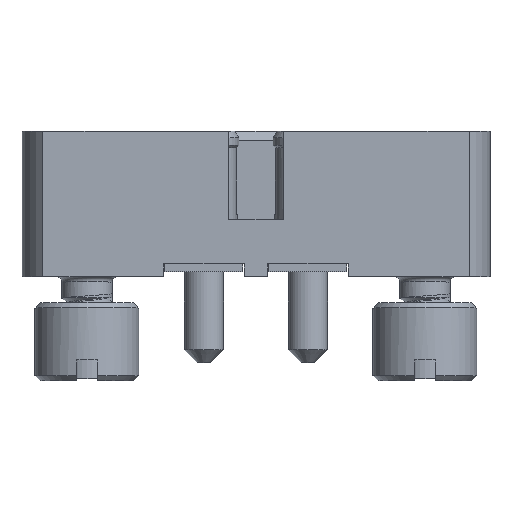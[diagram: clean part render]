
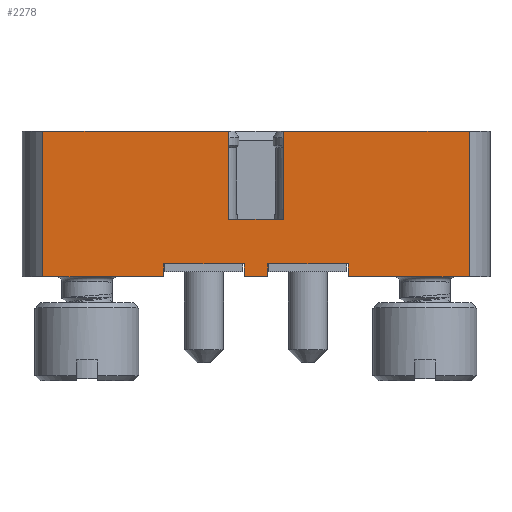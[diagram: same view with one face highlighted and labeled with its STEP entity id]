
A CAD part, top view. The second image highlights one B-rep face of the part: STEP entity #2278.
In plain terms, the highlighted planar face has unit normal (0, 0, 1).
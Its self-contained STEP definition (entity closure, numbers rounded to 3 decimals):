
#130=DIRECTION('',(-1.,0.,0.));
#131=VECTOR('',#130,7.15);
#132=CARTESIAN_POINT('',(8.2,3.4,2.775));
#133=LINE('',#132,#131);
#151=DIRECTION('',(-1.,0.,0.));
#152=VECTOR('',#151,7.15);
#153=CARTESIAN_POINT('',(-1.05,3.4,2.775));
#154=LINE('',#153,#152);
#524=DIRECTION('',(-1.,0.,0.));
#525=VECTOR('',#524,4.65);
#526=CARTESIAN_POINT('',(-3.55,-2.2,2.775));
#527=LINE('',#526,#525);
#552=DIRECTION('',(-1.,0.,0.));
#553=VECTOR('',#552,0.9);
#554=CARTESIAN_POINT('',(0.45,-2.2,2.775));
#555=LINE('',#554,#553);
#566=DIRECTION('',(-1.,0.,0.));
#567=VECTOR('',#566,4.65);
#568=CARTESIAN_POINT('',(8.2,-2.2,2.775));
#569=LINE('',#568,#567);
#861=DIRECTION('',(0.,1.,0.));
#862=VECTOR('',#861,0.5);
#863=CARTESIAN_POINT('',(0.45,-2.2,2.775));
#864=LINE('',#863,#862);
#868=DIRECTION('',(0.,1.,0.));
#869=VECTOR('',#868,0.5);
#870=CARTESIAN_POINT('',(-0.45,-2.2,2.775));
#871=LINE('',#870,#869);
#875=DIRECTION('',(-1.,0.,0.));
#876=VECTOR('',#875,3.1);
#877=CARTESIAN_POINT('',(-0.45,-1.7,2.775));
#878=LINE('',#877,#876);
#882=DIRECTION('',(0.,1.,0.));
#883=VECTOR('',#882,0.5);
#884=CARTESIAN_POINT('',(-3.55,-2.2,2.775));
#885=LINE('',#884,#883);
#889=DIRECTION('',(0.,-1.,0.));
#890=VECTOR('',#889,3.4);
#891=CARTESIAN_POINT('',(-1.05,3.4,2.775));
#892=LINE('',#891,#890);
#896=DIRECTION('',(-1.,0.,0.));
#897=VECTOR('',#896,2.1);
#898=CARTESIAN_POINT('',(1.05,0.,2.775));
#899=LINE('',#898,#897);
#903=DIRECTION('',(0.,-1.,0.));
#904=VECTOR('',#903,3.4);
#905=CARTESIAN_POINT('',(1.05,3.4,2.775));
#906=LINE('',#905,#904);
#910=DIRECTION('',(0.,-1.,0.));
#911=VECTOR('',#910,5.6);
#912=CARTESIAN_POINT('',(8.2,3.4,2.775));
#913=LINE('',#912,#911);
#917=DIRECTION('',(0.,1.,0.));
#918=VECTOR('',#917,0.5);
#919=CARTESIAN_POINT('',(3.55,-2.2,2.775));
#920=LINE('',#919,#918);
#924=DIRECTION('',(-1.,0.,0.));
#925=VECTOR('',#924,3.1);
#926=CARTESIAN_POINT('',(3.55,-1.7,2.775));
#927=LINE('',#926,#925);
#1101=DIRECTION('',(0.,-1.,0.));
#1102=VECTOR('',#1101,5.6);
#1103=CARTESIAN_POINT('',(-8.2,3.4,2.775));
#1104=LINE('',#1103,#1102);
#1406=CARTESIAN_POINT('',(1.05,0.,2.775));
#1407=CARTESIAN_POINT('',(-1.05,0.,2.775));
#1408=VERTEX_POINT('',#1406);
#1409=VERTEX_POINT('',#1407);
#1410=CARTESIAN_POINT('',(-1.05,3.4,2.775));
#1411=VERTEX_POINT('',#1410);
#1412=CARTESIAN_POINT('',(1.05,3.4,2.775));
#1413=VERTEX_POINT('',#1412);
#1414=CARTESIAN_POINT('',(8.2,3.4,2.775));
#1415=VERTEX_POINT('',#1414);
#1416=CARTESIAN_POINT('',(-8.2,3.4,2.775));
#1417=VERTEX_POINT('',#1416);
#1476=CARTESIAN_POINT('',(8.2,-2.2,2.775));
#1477=VERTEX_POINT('',#1476);
#1478=CARTESIAN_POINT('',(-8.2,-2.2,2.775));
#1480=VERTEX_POINT('',#1478);
#1570=CARTESIAN_POINT('',(-3.55,-2.2,2.775));
#1572=VERTEX_POINT('',#1570);
#1574=CARTESIAN_POINT('',(-0.45,-2.2,2.775));
#1576=VERTEX_POINT('',#1574);
#1578=CARTESIAN_POINT('',(-3.55,-1.7,2.775));
#1579=VERTEX_POINT('',#1578);
#1580=CARTESIAN_POINT('',(-0.45,-1.7,2.775));
#1581=VERTEX_POINT('',#1580);
#1626=CARTESIAN_POINT('',(0.45,-2.2,2.775));
#1628=VERTEX_POINT('',#1626);
#1630=CARTESIAN_POINT('',(3.55,-2.2,2.775));
#1632=VERTEX_POINT('',#1630);
#1634=CARTESIAN_POINT('',(0.45,-1.7,2.775));
#1635=VERTEX_POINT('',#1634);
#1636=CARTESIAN_POINT('',(3.55,-1.7,2.775));
#1637=VERTEX_POINT('',#1636);
#2245=CARTESIAN_POINT('',(8.2,3.4,2.775));
#2246=DIRECTION('',(0.,0.,1.));
#2247=DIRECTION('',(-1.,0.,0.));
#2248=AXIS2_PLACEMENT_3D('',#2245,#2246,#2247);
#2249=PLANE('',#2248);
#2251=ORIENTED_EDGE('',*,*,#2250,.F.);
#2252=ORIENTED_EDGE('',*,*,#1983,.T.);
#2254=ORIENTED_EDGE('',*,*,#2253,.T.);
#2256=ORIENTED_EDGE('',*,*,#2255,.T.);
#2257=ORIENTED_EDGE('',*,*,#2236,.F.);
#2258=ORIENTED_EDGE('',*,*,#1949,.T.);
#2260=ORIENTED_EDGE('',*,*,#2259,.F.);
#2261=ORIENTED_EDGE('',*,*,#1691,.F.);
#2263=ORIENTED_EDGE('',*,*,#2262,.T.);
#2265=ORIENTED_EDGE('',*,*,#2264,.F.);
#2267=ORIENTED_EDGE('',*,*,#2266,.F.);
#2268=ORIENTED_EDGE('',*,*,#1675,.F.);
#2270=ORIENTED_EDGE('',*,*,#2269,.T.);
#2271=ORIENTED_EDGE('',*,*,#1995,.T.);
#2273=ORIENTED_EDGE('',*,*,#2272,.T.);
#2275=ORIENTED_EDGE('',*,*,#2274,.T.);
#2276=EDGE_LOOP('',(#2251,#2252,#2254,#2256,#2257,#2258,#2260,#2261,#2263,#2265,
#2267,#2268,#2270,#2271,#2273,#2275));
#2277=FACE_OUTER_BOUND('',#2276,.F.);
#2278=ADVANCED_FACE('',(#2277),#2249,.T.);
#1675=EDGE_CURVE('',#1415,#1413,#133,.T.);
#1691=EDGE_CURVE('',#1411,#1417,#154,.T.);
#1949=EDGE_CURVE('',#1572,#1480,#527,.T.);
#1983=EDGE_CURVE('',#1628,#1576,#555,.T.);
#1995=EDGE_CURVE('',#1477,#1632,#569,.T.);
#2236=EDGE_CURVE('',#1572,#1579,#885,.T.);
#2250=EDGE_CURVE('',#1628,#1635,#864,.T.);
#2253=EDGE_CURVE('',#1576,#1581,#871,.T.);
#2255=EDGE_CURVE('',#1581,#1579,#878,.T.);
#2259=EDGE_CURVE('',#1417,#1480,#1104,.T.);
#2262=EDGE_CURVE('',#1411,#1409,#892,.T.);
#2264=EDGE_CURVE('',#1408,#1409,#899,.T.);
#2266=EDGE_CURVE('',#1413,#1408,#906,.T.);
#2269=EDGE_CURVE('',#1415,#1477,#913,.T.);
#2272=EDGE_CURVE('',#1632,#1637,#920,.T.);
#2274=EDGE_CURVE('',#1637,#1635,#927,.T.);
